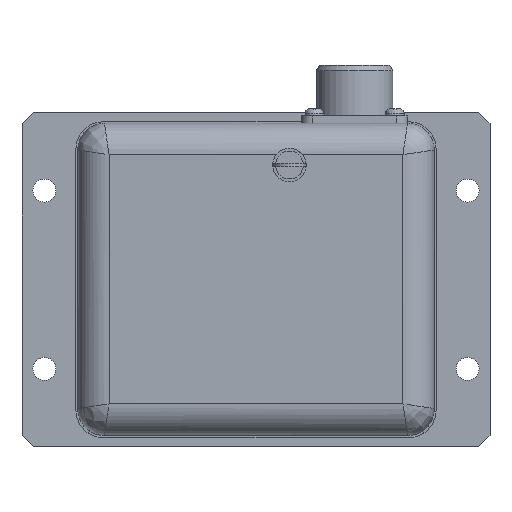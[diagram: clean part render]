
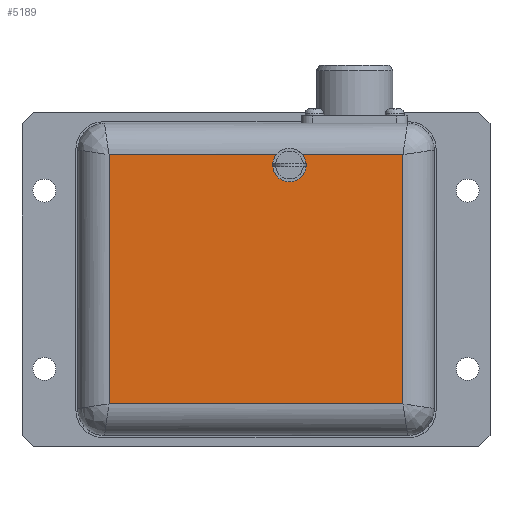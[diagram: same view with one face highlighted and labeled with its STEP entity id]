
A CAD part, top view. The second image highlights one B-rep face of the part: STEP entity #5189.
In plain terms, the highlighted planar face has unit normal (0, 0, 1).
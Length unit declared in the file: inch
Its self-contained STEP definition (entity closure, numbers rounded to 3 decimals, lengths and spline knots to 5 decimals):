
#191=CARTESIAN_POINT('',(3.14571,3.273,3.188));
#192=VERTEX_POINT('',#191);
#193=CARTESIAN_POINT('',(2.85429,3.273,3.188));
#194=VERTEX_POINT('',#193);
#195=CARTESIAN_POINT('',(3.0,3.155,3.188));
#196=DIRECTION('',(0.0,0.0,-1.0));
#197=DIRECTION('',(-1.0,0.0,0.0));
#198=AXIS2_PLACEMENT_3D('',#195,#196,#197);
#199=CIRCLE('',#198,0.1875);
#200=EDGE_CURVE('',#192,#194,#199,.T.);
#2014=CARTESIAN_POINT('',(4.273,3.273,3.188));
#2015=VERTEX_POINT('',#2014);
#2016=CARTESIAN_POINT('',(3.14571,3.273,3.188));
#2017=DIRECTION('',(1.0,0.0,0.0));
#2018=VECTOR('',#2017,1.12729);
#2019=LINE('',#2016,#2018);
#2020=EDGE_CURVE('',#192,#2015,#2019,.T.);
#2039=CARTESIAN_POINT('',(0.977,3.273,3.188));
#2040=VERTEX_POINT('',#2039);
#2048=CARTESIAN_POINT('',(0.977,3.273,3.188));
#2049=DIRECTION('',(1.0,0.0,0.0));
#2050=VECTOR('',#2049,1.87729);
#2051=LINE('',#2048,#2050);
#2052=EDGE_CURVE('',#2040,#194,#2051,.T.);
#4844=CARTESIAN_POINT('',(4.273,0.477,3.188));
#4845=VERTEX_POINT('',#4844);
#4923=CARTESIAN_POINT('',(0.977,0.477,3.188));
#4924=VERTEX_POINT('',#4923);
#4948=CARTESIAN_POINT('',(4.273,0.477,3.188));
#4949=DIRECTION('',(-1.0,0.0,0.0));
#4950=VECTOR('',#4949,3.296);
#4951=LINE('',#4948,#4950);
#4952=EDGE_CURVE('',#4845,#4924,#4951,.T.);
#5092=CARTESIAN_POINT('',(0.977,0.477,3.188));
#5093=DIRECTION('',(0.0,1.0,0.0));
#5094=VECTOR('',#5093,2.796);
#5095=LINE('',#5092,#5094);
#5096=EDGE_CURVE('',#4924,#2040,#5095,.T.);
#5116=CARTESIAN_POINT('',(4.273,3.273,3.188));
#5117=DIRECTION('',(0.0,-1.0,0.0));
#5118=VECTOR('',#5117,2.796);
#5119=LINE('',#5116,#5118);
#5120=EDGE_CURVE('',#2015,#4845,#5119,.T.);
#5176=CARTESIAN_POINT('',(2.625,1.875,3.188));
#5177=DIRECTION('',(0.0,0.0,1.0));
#5178=DIRECTION('',(1.0,0.0,0.0));
#5179=AXIS2_PLACEMENT_3D('',#5176,#5177,#5178);
#5180=PLANE('',#5179);
#5181=ORIENTED_EDGE('',*,*,#200,.T.);
#5182=ORIENTED_EDGE('',*,*,#2052,.F.);
#5183=ORIENTED_EDGE('',*,*,#5096,.F.);
#5184=ORIENTED_EDGE('',*,*,#4952,.F.);
#5185=ORIENTED_EDGE('',*,*,#5120,.F.);
#5186=ORIENTED_EDGE('',*,*,#2020,.F.);
#5187=EDGE_LOOP('',(#5181,#5182,#5183,#5184,#5185,#5186));
#5188=FACE_OUTER_BOUND('',#5187,.T.);
#5189=ADVANCED_FACE('',(#5188),#5180,.T.);
